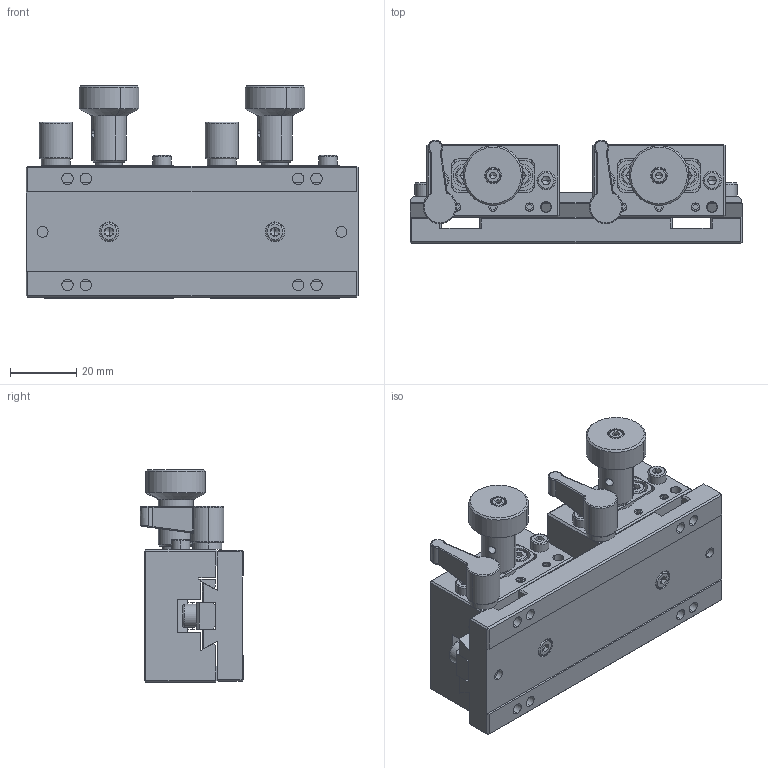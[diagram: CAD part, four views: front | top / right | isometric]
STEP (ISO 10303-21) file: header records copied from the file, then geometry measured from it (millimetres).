
FILE_DESCRIPTION (( 'STEP AP203' ), '1' );
FILE_NAME ('AD60C-40D2(AP203).STEP', '2020-10-29T07:55:17', ( 'China' ), ( 'Microsoft' ), 'SwSTEP 2.0', 'SolidWorks 2017', '' );
FILE_SCHEMA (( 'CONFIG_CONTROL_DESIGN' ));
Length unit declared in the file: millimetre
Products named in the file (1): AD60C-40D2(AP203)
Bounding box: 100 x 31.15 x 64 mm (x, y, z)
Surface area: 37597.1 mm2 (no closed solid volume)
Topology: 0 solids, 39 shells, 673 faces, 2089 edges, 1377 vertices
Faces by surface type: plane 366, cylinder 203, torus 48, cone 48, bspline 8
Entity records: 23553 total; most frequent: CARTESIAN_POINT 4840, DIRECTION 4039, ORIENTED_EDGE 3443, EDGE_CURVE 2065, VERTEX_POINT 1377, AXIS2_PLACEMENT_3D 1368, LINE 1303, VECTOR 1303
